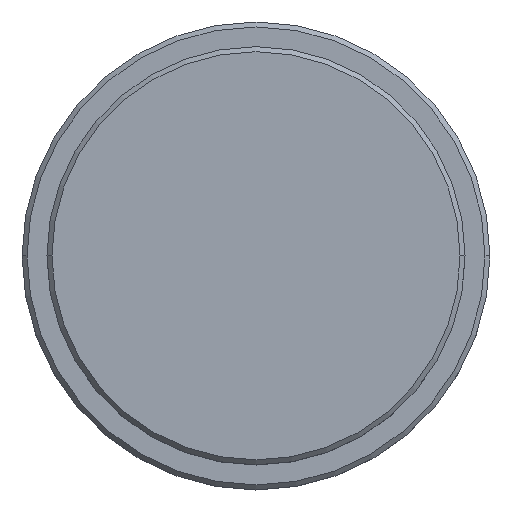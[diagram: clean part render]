
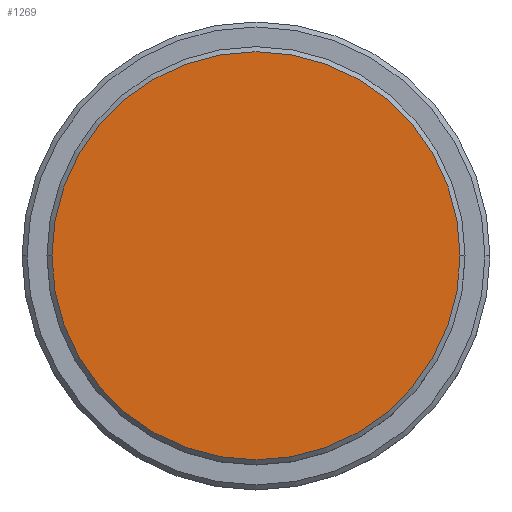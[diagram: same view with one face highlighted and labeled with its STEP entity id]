
A CAD part, top view. The second image highlights one B-rep face of the part: STEP entity #1269.
In plain terms, the highlighted planar face has unit normal (0, 0, 1).
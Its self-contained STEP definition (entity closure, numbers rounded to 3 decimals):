
#115 = AXIS2_PLACEMENT_3D ( 'NONE', #388, #915, #1250 ) ;
#116 = CARTESIAN_POINT ( 'NONE',  ( 0., 0., 0. ) ) ;
#177 = PLANE ( 'NONE',  #115 ) ;
#302 = EDGE_CURVE ( 'NONE', #1067, #341, #320, .T. ) ;
#320 = CIRCLE ( 'NONE', #434, 20.5 ) ;
#341 = VERTEX_POINT ( 'NONE', #419 ) ;
#368 = ORIENTED_EDGE ( 'NONE', *, *, #520, .T. ) ;
#388 = CARTESIAN_POINT ( 'NONE',  ( 0., 0., 0. ) ) ;
#403 = DIRECTION ( 'NONE',  ( 1., 0., 0. ) ) ;
#419 = CARTESIAN_POINT ( 'NONE',  ( 20.5, 0., 0. ) ) ;
#434 = AXIS2_PLACEMENT_3D ( 'NONE', #846, #1058, #403 ) ;
#498 = CARTESIAN_POINT ( 'NONE',  ( -20.5, 0., 0. ) ) ;
#520 = EDGE_CURVE ( 'NONE', #341, #1067, #1369, .T. ) ;
#846 = CARTESIAN_POINT ( 'NONE',  ( 0., 0., 0. ) ) ;
#869 = DIRECTION ( 'NONE',  ( 0., 0., 1. ) ) ;
#915 = DIRECTION ( 'NONE',  ( 0., 0., 1. ) ) ;
#1058 = DIRECTION ( 'NONE',  ( 0., 0., 1. ) ) ;
#1067 = VERTEX_POINT ( 'NONE', #498 ) ;
#1103 = ORIENTED_EDGE ( 'NONE', *, *, #302, .T. ) ;
#1250 = DIRECTION ( 'NONE',  ( 1., 0., 0. ) ) ;
#1265 = FACE_OUTER_BOUND ( 'NONE', #1317, .T. ) ;
#1269 = ADVANCED_FACE ( 'NONE', ( #1265 ), #177, .T. ) ;
#1311 = DIRECTION ( 'NONE',  ( 1., 0., 0. ) ) ;
#1317 = EDGE_LOOP ( 'NONE', ( #1103, #368 ) ) ;
#1369 = CIRCLE ( 'NONE', #1417, 20.5 ) ;
#1417 = AXIS2_PLACEMENT_3D ( 'NONE', #116, #869, #1311 ) ;
